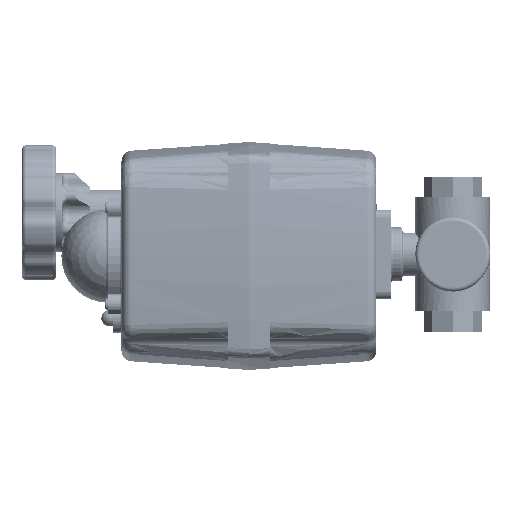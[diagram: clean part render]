
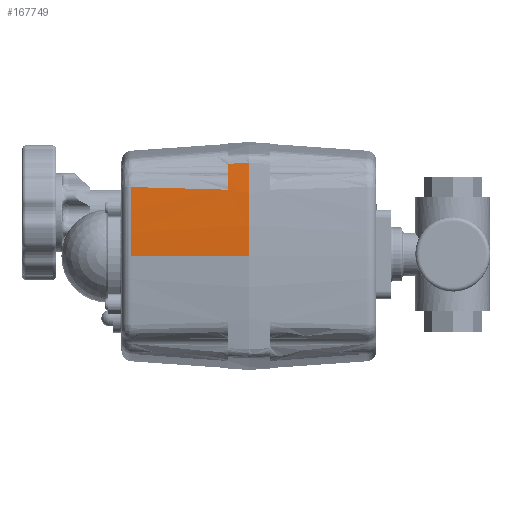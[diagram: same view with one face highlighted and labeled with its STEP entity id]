
A CAD part, left-side view. The second image highlights one B-rep face of the part: STEP entity #167749.
In plain terms, the highlighted conical face has half-angle 4 degrees and reference radius 403.75 mm.
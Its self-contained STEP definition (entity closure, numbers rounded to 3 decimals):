
#1786 = EDGE_CURVE ( 'NONE', #28249, #152228, #83350, .T. ) ;
#3990 = FACE_OUTER_BOUND ( 'NONE', #126567, .T. ) ;
#6688 = CARTESIAN_POINT ( 'NONE',  ( 69.955, -17.546, 31.776 ) ) ;
#7865 = DIRECTION ( 'NONE',  ( 1., 0., 0. ) ) ;
#16670 = CARTESIAN_POINT ( 'NONE',  ( 69.516, -50., 56.849 ) ) ;
#19287 = CARTESIAN_POINT ( 'NONE',  ( 73.491, -50., 0. ) ) ;
#20601 = CARTESIAN_POINT ( 'NONE',  ( -330.259, -50., 56.849 ) ) ;
#24230 = CARTESIAN_POINT ( 'NONE',  ( 70.79, -17.821, 20.189 ) ) ;
#28249 = VERTEX_POINT ( 'NONE', #93632 ) ;
#30254 = CARTESIAN_POINT ( 'NONE',  ( 70.934, -4.965, 0.537 ) ) ;
#31212 = DIRECTION ( 'NONE',  ( 0.07, 0., -0.998 ) ) ;
#35566 = CARTESIAN_POINT ( 'NONE',  ( 70.332, -5.542, 10. ) ) ;
#37922 = CARTESIAN_POINT ( 'NONE',  ( 68.128, -16.723, 56.849 ) ) ;
#45831 = CARTESIAN_POINT ( 'NONE',  ( 70.899, -4.998, 1.074 ) ) ;
#46790 = CARTESIAN_POINT ( 'NONE',  ( 70.688, -5.201, 4.408 ) ) ;
#54450 = CARTESIAN_POINT ( 'NONE',  ( 68.639, -16.989, 49.879 ) ) ;
#54827 = ORIENTED_EDGE ( 'NONE', *, *, #173064, .F. ) ;
#59274 = CARTESIAN_POINT ( 'NONE',  ( -330.259, -50., 0. ) ) ;
#61430 = CARTESIAN_POINT ( 'NONE',  ( 70.332, -5.542, 10. ) ) ;
#63452 = VERTEX_POINT ( 'NONE', #19287 ) ;
#76004 = CARTESIAN_POINT ( 'NONE',  ( 70.968, -4.933, 0. ) ) ;
#77796 = CONICAL_SURFACE ( 'NONE', #152382, 403.75, 0.07 ) ;
#79651 = ORIENTED_EDGE ( 'NONE', *, *, #163855, .F. ) ;
#80767 = CARTESIAN_POINT ( 'NONE',  ( 69.234, -17.26, 41.729 ) ) ;
#80962 = CARTESIAN_POINT ( 'NONE',  ( -330.259, -50., 0. ) ) ;
#82704 = CARTESIAN_POINT ( 'NONE',  ( 68.384, -16.862, 53.364 ) ) ;
#83350 = CIRCLE ( 'NONE', #95652, 403.051 ) ;
#85338 = B_SPLINE_CURVE_WITH_KNOTS ( 'NONE', 3,
 ( #61430, #178322, #46790, #45831, #30254, #76004 ),
 .UNSPECIFIED., .F., .F.,
 ( 4, 2, 4 ),
 ( 5.022, 13.443, 15.06 ),
 .UNSPECIFIED. ) ;
#86116 = ORIENTED_EDGE ( 'NONE', *, *, #1786, .F. ) ;
#93632 = CARTESIAN_POINT ( 'NONE',  ( 71.52, -18.004, 10. ) ) ;
#94618 = AXIS2_PLACEMENT_3D ( 'NONE', #20601, #184263, #154941 ) ;
#95652 = AXIS2_PLACEMENT_3D ( 'NONE', #114490, #174922, #98937 ) ;
#95739 = VERTEX_POINT ( 'NONE', #16670 ) ;
#96303 = AXIS2_PLACEMENT_3D ( 'NONE', #59274, #118617, #163437 ) ;
#96446 = CIRCLE ( 'NONE', #96303, 403.75 ) ;
#98937 = DIRECTION ( 'NONE',  ( 1., 0., 0. ) ) ;
#104366 = EDGE_CURVE ( 'NONE', #95739, #164632, #178634, .T. ) ;
#105209 = LINE ( 'NONE', #148019, #107171 ) ;
#107171 = VECTOR ( 'NONE', #31212, 1000. ) ;
#110909 = CARTESIAN_POINT ( 'NONE',  ( 69.614, -17.416, 36.48 ) ) ;
#111608 = CARTESIAN_POINT ( 'NONE',  ( 68.128, -16.723, 56.849 ) ) ;
#111878 = CARTESIAN_POINT ( 'NONE',  ( 71.156, -17.921, 15.095 ) ) ;
#113788 = CARTESIAN_POINT ( 'NONE',  ( 69.064, -17.186, 44.061 ) ) ;
#114490 = CARTESIAN_POINT ( 'NONE',  ( -330.259, -50., 10. ) ) ;
#118617 = DIRECTION ( 'NONE',  ( 0., 0., -1. ) ) ;
#123667 = VERTEX_POINT ( 'NONE', #184182 ) ;
#126567 = EDGE_LOOP ( 'NONE', ( #148687, #171052, #54827, #86116, #79651, #162740 ) ) ;
#129820 = EDGE_CURVE ( 'NONE', #95739, #63452, #105209, .T. ) ;
#140091 = CARTESIAN_POINT ( 'NONE',  ( 69.509, -17.374, 37.938 ) ) ;
#141251 = DIRECTION ( 'NONE',  ( 0., 0., -1. ) ) ;
#142025 = CARTESIAN_POINT ( 'NONE',  ( 71.52, -18.004, 10. ) ) ;
#148019 = CARTESIAN_POINT ( 'NONE',  ( 73.491, -50., 0. ) ) ;
#148687 = ORIENTED_EDGE ( 'NONE', *, *, #129820, .T. ) ;
#152228 = VERTEX_POINT ( 'NONE', #35566 ) ;
#152382 = AXIS2_PLACEMENT_3D ( 'NONE', #80962, #141251, #7865 ) ;
#154941 = DIRECTION ( 'NONE',  ( 1., 0., 0. ) ) ;
#158510 = EDGE_CURVE ( 'NONE', #123667, #63452, #96446, .T. ) ;
#162740 = ORIENTED_EDGE ( 'NONE', *, *, #104366, .F. ) ;
#163437 = DIRECTION ( 'NONE',  ( 1., 0., 0. ) ) ;
#163855 = EDGE_CURVE ( 'NONE', #164632, #28249, #165326, .T. ) ;
#164632 = VERTEX_POINT ( 'NONE', #111608 ) ;
#165326 = B_SPLINE_CURVE_WITH_KNOTS ( 'NONE', 3,
 ( #37922, #82704, #54450, #113788, #80767, #140091, #110909, #6688, #185952, #24230, #111878, #142025 ),
 .UNSPECIFIED., .F., .F.,
 ( 4, 2, 2, 2, 2, 4 ),
 ( 17.956, 28.445, 35.464, 39.851, 49.619, 64.944 ),
 .UNSPECIFIED. ) ;
#167749 = ADVANCED_FACE ( 'NONE', ( #3990 ), #77796, .T. ) ;
#171052 = ORIENTED_EDGE ( 'NONE', *, *, #158510, .F. ) ;
#173064 = EDGE_CURVE ( 'NONE', #152228, #123667, #85338, .T. ) ;
#174922 = DIRECTION ( 'NONE',  ( 0., 0., 1. ) ) ;
#178322 = CARTESIAN_POINT ( 'NONE',  ( 70.51, -5.372, 7.204 ) ) ;
#178634 = CIRCLE ( 'NONE', #94618, 399.775 ) ;
#184182 = CARTESIAN_POINT ( 'NONE',  ( 70.968, -4.933, 0. ) ) ;
#184263 = DIRECTION ( 'NONE',  ( 0., 0., 1. ) ) ;
#185952 = CARTESIAN_POINT ( 'NONE',  ( 70.19, -17.629, 28.529 ) ) ;
